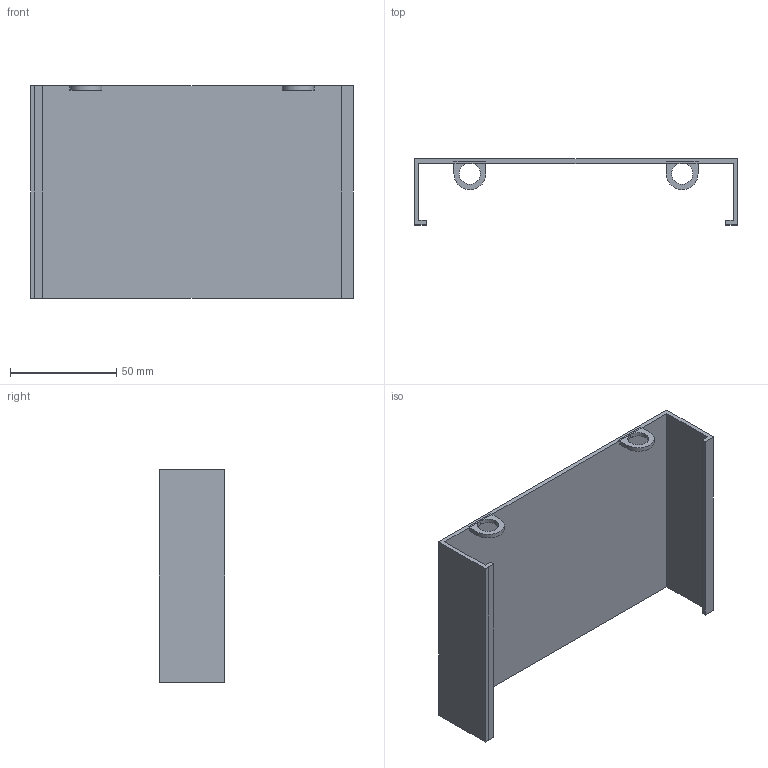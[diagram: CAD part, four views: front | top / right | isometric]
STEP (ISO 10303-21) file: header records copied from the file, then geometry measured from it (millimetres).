
FILE_DESCRIPTION(('FreeCAD Model'),'2;1');
FILE_NAME('Open CASCADE Shape Model','2024-12-22T22:04:27',(''),(''), 'Open CASCADE STEP processor 7.8','FreeCAD','Unknown');
FILE_SCHEMA(('AUTOMOTIVE_DESIGN { 1 0 10303 214 1 1 1 1 }'));
Length unit declared in the file: millimetre
Products named in the file (1): Guard3
Bounding box: 152 x 31 x 100 mm (x, y, z)
Volume: 43739.3 mm3; surface area: 45207.2 mm2
Topology: 1 solids, 1 shells, 31 faces, 91 edges, 55 vertices
Faces by surface type: plane 25, cylinder 6
Entity records: 2148 total; most frequent: CARTESIAN_POINT 347, DIRECTION 337, LINE 237, VECTOR 237, ORIENTED_EDGE 174, PCURVE 174, DEFINITIONAL_REPRESENTATION 174, EDGE_CURVE 87
